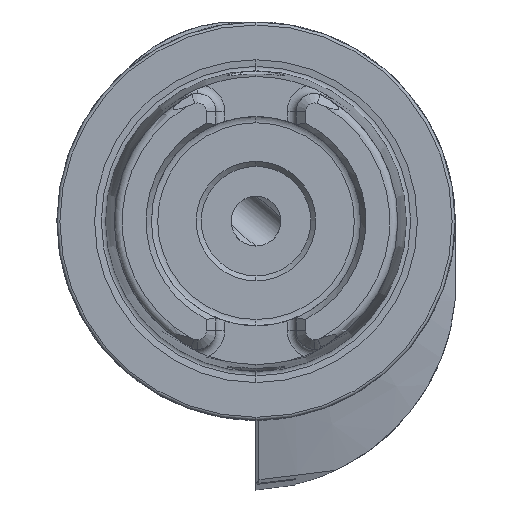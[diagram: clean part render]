
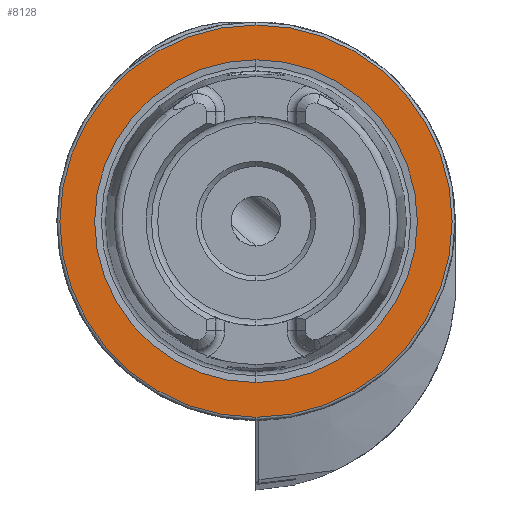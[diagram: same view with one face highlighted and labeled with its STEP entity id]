
A CAD part, left-side view. The second image highlights one B-rep face of the part: STEP entity #8128.
In plain terms, the highlighted planar face has unit normal (-1, 0, 0).
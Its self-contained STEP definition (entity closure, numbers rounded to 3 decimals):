
#816 = DIRECTION ( 'NONE',  ( 1., 0., 0. ) ) ;
#1471 = DIRECTION ( 'NONE',  ( -1., 0., 0. ) ) ;
#1623 = ORIENTED_EDGE ( 'NONE', *, *, #3350, .F. ) ;
#1801 = ORIENTED_EDGE ( 'NONE', *, *, #15107, .F. ) ;
#2077 = EDGE_LOOP ( 'NONE', ( #1623, #1801 ) ) ;
#2568 = CIRCLE ( 'NONE', #10767, 16.207 ) ;
#3350 = EDGE_CURVE ( 'NONE', #9355, #17191, #2568, .T. ) ;
#3438 = CARTESIAN_POINT ( 'NONE',  ( 0., 0., 16.207 ) ) ;
#3772 = CARTESIAN_POINT ( 'NONE',  ( 0., 0., 0. ) ) ;
#3842 = AXIS2_PLACEMENT_3D ( 'NONE', #17681, #1471, #11081 ) ;
#3989 = ORIENTED_EDGE ( 'NONE', *, *, #15462, .T. ) ;
#4460 = VERTEX_POINT ( 'NONE', #7257 ) ;
#5159 = DIRECTION ( 'NONE',  ( -1., 0., 0. ) ) ;
#5246 = CARTESIAN_POINT ( 'NONE',  ( 0., 0., 19.7 ) ) ;
#6286 = AXIS2_PLACEMENT_3D ( 'NONE', #13747, #8289, #12349 ) ;
#6869 = FACE_OUTER_BOUND ( 'NONE', #16697, .T. ) ;
#7257 = CARTESIAN_POINT ( 'NONE',  ( 0., 0., -19.7 ) ) ;
#7772 = CARTESIAN_POINT ( 'NONE',  ( 0., 0., 0. ) ) ;
#8128 = ADVANCED_FACE ( 'NONE', ( #12021, #6869 ), #11746, .F. ) ;
#8289 = DIRECTION ( 'NONE',  ( -1., 0., 0. ) ) ;
#9095 = AXIS2_PLACEMENT_3D ( 'NONE', #9199, #816, #17701 ) ;
#9199 = CARTESIAN_POINT ( 'NONE',  ( 0., 19.7, 0. ) ) ;
#9355 = VERTEX_POINT ( 'NONE', #3438 ) ;
#9936 = CIRCLE ( 'NONE', #3842, 16.207 ) ;
#10583 = DIRECTION ( 'NONE',  ( 0., 0., 1. ) ) ;
#10767 = AXIS2_PLACEMENT_3D ( 'NONE', #7772, #15909, #16155 ) ;
#11081 = DIRECTION ( 'NONE',  ( 0., 0., 1. ) ) ;
#11746 = PLANE ( 'NONE',  #9095 ) ;
#11764 = CIRCLE ( 'NONE', #6286, 19.7 ) ;
#12021 = FACE_BOUND ( 'NONE', #2077, .T. ) ;
#12203 = ORIENTED_EDGE ( 'NONE', *, *, #17301, .T. ) ;
#12349 = DIRECTION ( 'NONE',  ( 0., 0., 1. ) ) ;
#12490 = AXIS2_PLACEMENT_3D ( 'NONE', #3772, #5159, #10583 ) ;
#13747 = CARTESIAN_POINT ( 'NONE',  ( 0., 0., 0. ) ) ;
#13812 = CIRCLE ( 'NONE', #12490, 19.7 ) ;
#15107 = EDGE_CURVE ( 'NONE', #17191, #9355, #9936, .T. ) ;
#15462 = EDGE_CURVE ( 'NONE', #16379, #4460, #13812, .T. ) ;
#15909 = DIRECTION ( 'NONE',  ( -1., 0., 0. ) ) ;
#16155 = DIRECTION ( 'NONE',  ( 0., 0., 1. ) ) ;
#16379 = VERTEX_POINT ( 'NONE', #5246 ) ;
#16697 = EDGE_LOOP ( 'NONE', ( #3989, #12203 ) ) ;
#17191 = VERTEX_POINT ( 'NONE', #17366 ) ;
#17301 = EDGE_CURVE ( 'NONE', #4460, #16379, #11764, .T. ) ;
#17366 = CARTESIAN_POINT ( 'NONE',  ( 0., 0., -16.207 ) ) ;
#17681 = CARTESIAN_POINT ( 'NONE',  ( 0., 0., 0. ) ) ;
#17701 = DIRECTION ( 'NONE',  ( 0., 0., -1. ) ) ;
